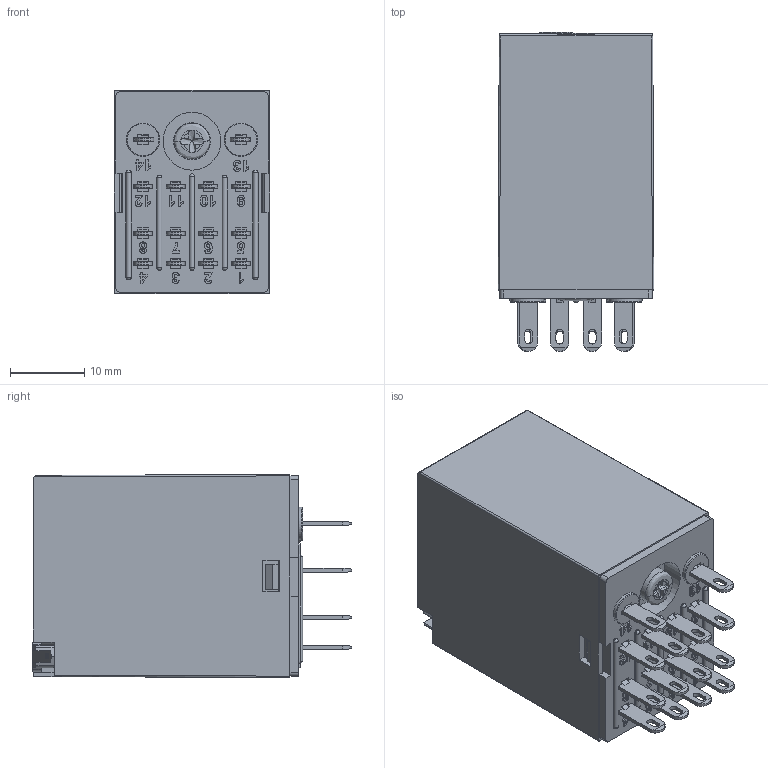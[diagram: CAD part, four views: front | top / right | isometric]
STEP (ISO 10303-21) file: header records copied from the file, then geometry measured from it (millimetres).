
FILE_DESCRIPTION(('STEP AP203'), '1');
FILE_NAME('RP4.34', '', ('UNSPECIFIED'), ('UNSPECIFIED'), 'C3D Converter', 'C3D Toolkit', '');
FILE_SCHEMA(('CONFIG_CONTROL_DESIGN'));
Length unit declared in the file: millimetre
Products named in the file (10): RP4.34; RP4.ZP17; RP4.ZP16; RP4.ZP15; RP4.ZP10; RP4.ZP2; RP4.ZP1; Корпус; Пластина; Тест кнопка
Assembly tree (21 placements, depth 3):
  RP4.34
    RP4.ZP17
      RP4.ZP16
      RP4.ZP15  x6
      RP4.ZP10  x8
    RP4.ZP2
    RP4.ZP1
    Корпус
    Пластина
    Тест кнопка
Bounding box: 21 x 43.02 x 27.4 mm (x, y, z)
Volume: 6372.5 mm3; surface area: 12732.1 mm2
Topology: 22 solids, 22 shells, 2197 faces, 5986 edges, 3912 vertices
Faces by surface type: plane 1289, cylinder 682, bspline 158, torus 25, sphere 23, cone 20
Full cylindrical faces by diameter (mm): 1 x1, 1.5 x8, 1.52 x6, 1.55 x2, 1.6 x2, 2.4 x1, 2.44 x1, 2.8 x1, 3 x2, 4.04 x1, 4.5 x2, 4.8 x2, 7.8 x1
Entity records: 63553 total; most frequent: CARTESIAN_POINT 24548, ORIENTED_EDGE 6370, DIRECTION 5109, EDGE_CURVE 3185, VERTEX_POINT 2121, LINE 2031, VECTOR 2031, AXIS2_PLACEMENT_3D 1539
